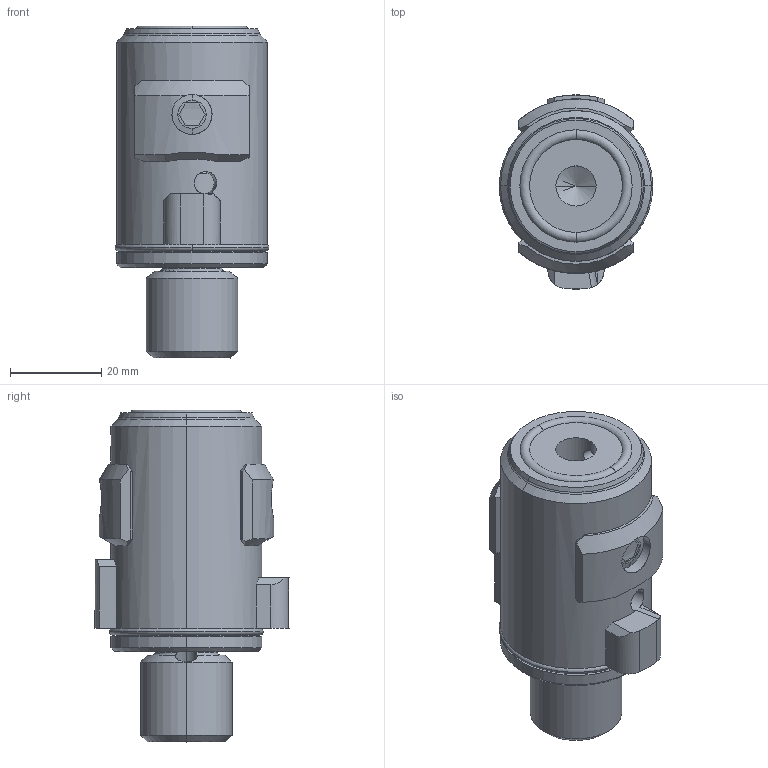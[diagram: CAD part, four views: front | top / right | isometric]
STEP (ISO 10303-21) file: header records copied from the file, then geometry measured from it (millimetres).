
FILE_DESCRIPTION(('HOOPS Exchange Step'),'2;1');
FILE_NAME('export-CC6043BA-CF6B-403A-A4E5-30F29A9399B4.stp','2023-12-28T14:40:47+01:00',('Engineering'),('Alibre'),'HOOPS Exchange 2021.0','Alibre','Unknown authorisation');
FILE_SCHEMA( ('AP242_MANAGED_MODEL_BASED_3D_ENGINEERING_MIM_LF {1 0 10303 442 1 1 4 }') );
Length unit declared in the file: millimetre
Products named in the file (3): 5049-1 HSK63-C Guhring 4958 4-point clamping set for conventional cooling; 5049-2 HSK63-C Guhring 4958 4-point clamping set for conventional cooling; 5049 HSK63-C Guhring 4958 4-point clamping set for conventional cooling
Assembly tree (2 placements, depth 2):
  5049 HSK63-C Guhring 4958 4-point clamping set for conventional cooling
    5049-1 HSK63-C Guhring 4958 4-point clamping set for conventional cooling
    5049-2 HSK63-C Guhring 4958 4-point clamping set for conventional cooling
Bounding box: 33.62 x 42.48 x 72.65 mm (x, y, z)
Volume: 8091 mm3; surface area: 13966.9 mm2
Topology: 1 solids, 103 shells, 167 faces, 702 edges, 601 vertices
Faces by surface type: plane 53, cylinder 52, cone 50, torus 12
Entity records: 9634 total; most frequent: CARTESIAN_POINT 3799, DIRECTION 1201, ORIENTED_EDGE 841, EDGE_CURVE 692, VERTEX_POINT 601, AXIS2_PLACEMENT_3D 490, CIRCLE 269, VECTOR 221
